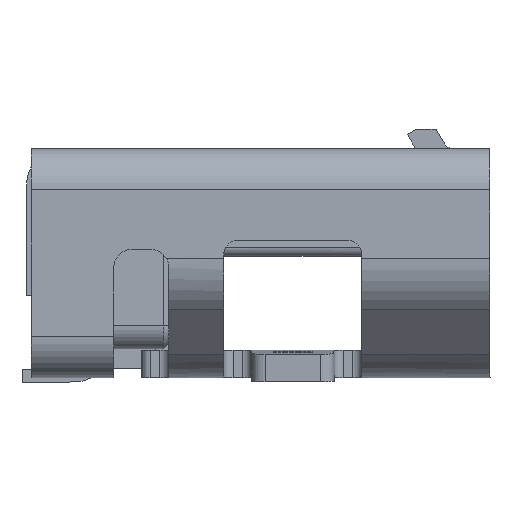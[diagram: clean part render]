
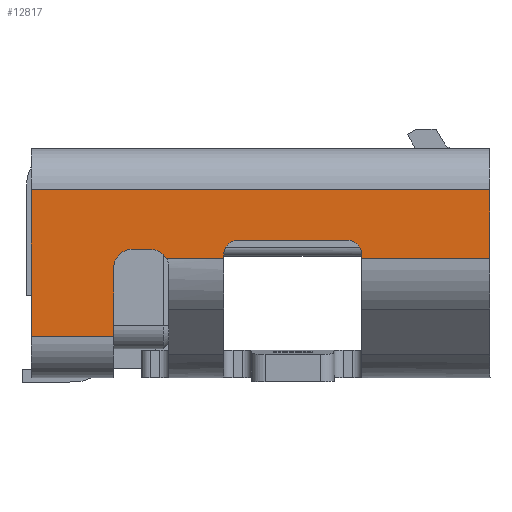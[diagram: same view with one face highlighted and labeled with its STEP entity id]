
A CAD part, left-side view. The second image highlights one B-rep face of the part: STEP entity #12817.
In plain terms, the highlighted planar face has unit normal (-1, 0, 0).
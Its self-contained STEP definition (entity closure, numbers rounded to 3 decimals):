
#550=CIRCLE('',#13677,0.2);
#551=CIRCLE('',#13678,0.2);
#552=CIRCLE('',#13679,0.15);
#553=CIRCLE('',#13680,0.15);
#905=FACE_OUTER_BOUND('',#1618,.T.);
#1618=EDGE_LOOP('',(#9025,#9026,#9027,#9028,#9029,#9030,#9031,#9032,#9033,
#9034,#9035,#9036,#9037,#9038,#9039));
#2438=LINE('',#18898,#3878);
#2587=LINE('',#19370,#4027);
#2588=LINE('',#19373,#4028);
#2589=LINE('',#19375,#4029);
#2590=LINE('',#19377,#4030);
#2591=LINE('',#19381,#4031);
#2592=LINE('',#19385,#4032);
#2593=LINE('',#19387,#4033);
#2594=LINE('',#19391,#4034);
#2595=LINE('',#19395,#4035);
#2596=LINE('',#19396,#4036);
#3878=VECTOR('',#14978,10.);
#4027=VECTOR('',#15385,10.);
#4028=VECTOR('',#15388,10.);
#4029=VECTOR('',#15389,10.);
#4030=VECTOR('',#15390,10.);
#4031=VECTOR('',#15393,10.);
#4032=VECTOR('',#15396,10.);
#4033=VECTOR('',#15397,10.);
#4034=VECTOR('',#15400,10.);
#4035=VECTOR('',#15403,10.);
#4036=VECTOR('',#15404,10.);
#5365=VERTEX_POINT('',#18895);
#5366=VERTEX_POINT('',#18897);
#5536=VERTEX_POINT('',#19368);
#5537=VERTEX_POINT('',#19372);
#5538=VERTEX_POINT('',#19374);
#5539=VERTEX_POINT('',#19376);
#5540=VERTEX_POINT('',#19378);
#5541=VERTEX_POINT('',#19380);
#5542=VERTEX_POINT('',#19382);
#5543=VERTEX_POINT('',#19384);
#5544=VERTEX_POINT('',#19386);
#5545=VERTEX_POINT('',#19388);
#5546=VERTEX_POINT('',#19390);
#5547=VERTEX_POINT('',#19392);
#5548=VERTEX_POINT('',#19394);
#6651=EDGE_CURVE('',#5365,#5366,#2438,.T.);
#6879=EDGE_CURVE('',#5536,#5365,#2587,.T.);
#6880=EDGE_CURVE('',#5537,#5536,#2588,.T.);
#6881=EDGE_CURVE('',#5538,#5537,#2589,.T.);
#6882=EDGE_CURVE('',#5539,#5538,#2590,.T.);
#6883=EDGE_CURVE('',#5540,#5539,#550,.T.);
#6884=EDGE_CURVE('',#5541,#5540,#2591,.T.);
#6885=EDGE_CURVE('',#5542,#5541,#551,.T.);
#6886=EDGE_CURVE('',#5543,#5542,#2592,.T.);
#6887=EDGE_CURVE('',#5544,#5543,#2593,.T.);
#6888=EDGE_CURVE('',#5545,#5544,#552,.T.);
#6889=EDGE_CURVE('',#5546,#5545,#2594,.T.);
#6890=EDGE_CURVE('',#5547,#5546,#553,.T.);
#6891=EDGE_CURVE('',#5548,#5547,#2595,.T.);
#6892=EDGE_CURVE('',#5366,#5548,#2596,.T.);
#9025=ORIENTED_EDGE('',*,*,#6879,.F.);
#9026=ORIENTED_EDGE('',*,*,#6880,.F.);
#9027=ORIENTED_EDGE('',*,*,#6881,.F.);
#9028=ORIENTED_EDGE('',*,*,#6882,.F.);
#9029=ORIENTED_EDGE('',*,*,#6883,.F.);
#9030=ORIENTED_EDGE('',*,*,#6884,.F.);
#9031=ORIENTED_EDGE('',*,*,#6885,.F.);
#9032=ORIENTED_EDGE('',*,*,#6886,.F.);
#9033=ORIENTED_EDGE('',*,*,#6887,.F.);
#9034=ORIENTED_EDGE('',*,*,#6888,.F.);
#9035=ORIENTED_EDGE('',*,*,#6889,.F.);
#9036=ORIENTED_EDGE('',*,*,#6890,.F.);
#9037=ORIENTED_EDGE('',*,*,#6891,.F.);
#9038=ORIENTED_EDGE('',*,*,#6892,.F.);
#9039=ORIENTED_EDGE('',*,*,#6651,.F.);
#12343=PLANE('',#13676);
#12817=ADVANCED_FACE('',(#905),#12343,.T.);
#13676=AXIS2_PLACEMENT_3D('',#19371,#15386,#15387);
#13677=AXIS2_PLACEMENT_3D('',#19379,#15391,#15392);
#13678=AXIS2_PLACEMENT_3D('',#19383,#15394,#15395);
#13679=AXIS2_PLACEMENT_3D('',#19389,#15398,#15399);
#13680=AXIS2_PLACEMENT_3D('',#19393,#15401,#15402);
#14978=DIRECTION('',(0.,-1.,0.));
#15385=DIRECTION('',(0.,0.,1.));
#15386=DIRECTION('center_axis',(-1.,0.,0.));
#15387=DIRECTION('ref_axis',(0.,1.,0.));
#15388=DIRECTION('',(0.,1.,0.));
#15389=DIRECTION('',(0.,0.,-1.));
#15390=DIRECTION('',(0.,-1.,0.));
#15391=DIRECTION('center_axis',(-1.,0.,0.));
#15392=DIRECTION('ref_axis',(0.,0.,
-1.));
#15393=DIRECTION('',(0.,0.,-1.));
#15394=DIRECTION('center_axis',(-1.,0.,0.));
#15395=DIRECTION('ref_axis',(0.,1.,0.));
#15396=DIRECTION('',(0.,0.,-1.));
#15397=DIRECTION('',(0.,-1.,0.));
#15398=DIRECTION('center_axis',(-1.,0.,0.));
#15399=DIRECTION('ref_axis',(0.,0.,-1.));
#15400=DIRECTION('',(0.,0.,-1.));
#15401=DIRECTION('center_axis',(-1.,0.,0.));
#15402=DIRECTION('ref_axis',(0.,1.,0.));
#15403=DIRECTION('',(0.,1.,0.));
#15404=DIRECTION('',(0.,0.,-1.));
#18895=CARTESIAN_POINT('',(94.25,2.425,5.3));
#18897=CARTESIAN_POINT('',(94.25,1.674,5.3));
#18898=CARTESIAN_POINT('',(94.25,2.425,5.3));
#19368=CARTESIAN_POINT('',(94.25,2.425,0.3));
#19370=CARTESIAN_POINT('',(94.25,2.425,0.3));
#19371=CARTESIAN_POINT('Origin',(94.25,0.653,-0.212));
#19372=CARTESIAN_POINT('',(94.25,0.825,0.3));
#19373=CARTESIAN_POINT('',(94.25,0.825,0.3));
#19374=CARTESIAN_POINT('',(94.25,0.825,1.2));
#19375=CARTESIAN_POINT('',(94.25,0.825,1.2));
#19376=CARTESIAN_POINT('',(94.25,1.575,1.2));
#19377=CARTESIAN_POINT('',(94.25,1.575,1.2));
#19378=CARTESIAN_POINT('',(94.25,1.775,1.4));
#19379=CARTESIAN_POINT('Origin',(94.25,1.575,1.4));
#19380=CARTESIAN_POINT('',(94.25,1.775,1.6));
#19381=CARTESIAN_POINT('',(94.25,1.775,1.6));
#19382=CARTESIAN_POINT('',(94.25,1.674,1.774));
#19383=CARTESIAN_POINT('Origin',(94.25,1.575,1.6));
#19384=CARTESIAN_POINT('',(94.25,1.674,2.4));
#19385=CARTESIAN_POINT('',(94.25,1.674,2.4));
#19386=CARTESIAN_POINT('',(94.25,1.725,2.4));
#19387=CARTESIAN_POINT('',(94.25,1.725,2.4));
#19388=CARTESIAN_POINT('',(94.25,1.875,2.55));
#19389=CARTESIAN_POINT('Origin',(94.25,1.725,2.55));
#19390=CARTESIAN_POINT('',(94.25,1.875,3.75));
#19391=CARTESIAN_POINT('',(94.25,1.875,3.75));
#19392=CARTESIAN_POINT('',(94.25,1.725,3.9));
#19393=CARTESIAN_POINT('Origin',(94.25,1.725,3.75));
#19394=CARTESIAN_POINT('',(94.25,1.674,3.9));
#19395=CARTESIAN_POINT('',(94.25,1.674,3.9));
#19396=CARTESIAN_POINT('',(94.25,1.674,5.3));
